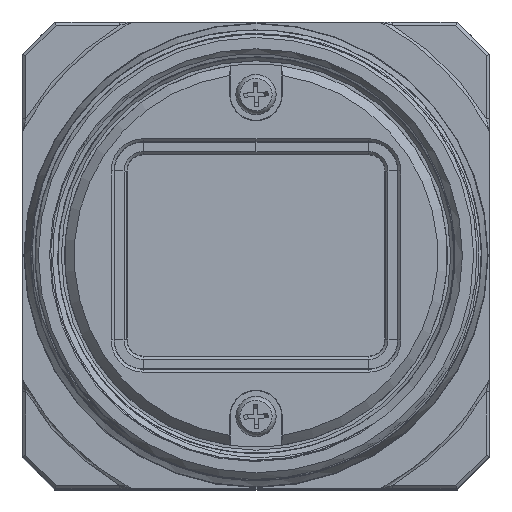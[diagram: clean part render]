
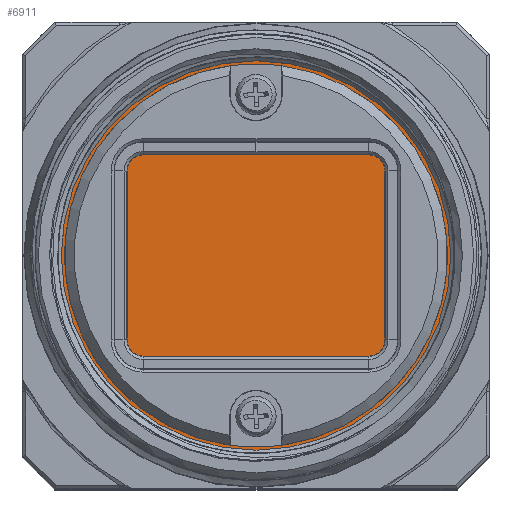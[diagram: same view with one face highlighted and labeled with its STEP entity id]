
A CAD part, top view. The second image highlights one B-rep face of the part: STEP entity #6911.
In plain terms, the highlighted planar face has unit normal (0, 0, 1).
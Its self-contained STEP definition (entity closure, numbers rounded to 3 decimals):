
#4996 = ORIENTED_EDGE ( 'NONE', *, *, #19979, .T. ) ;
#6768 = EDGE_LOOP ( 'NONE', ( #4996 ) ) ;
#6911 = ADVANCED_FACE ( 'NONE', ( #15630 ), #14280, .T. ) ;
#8289 = DIRECTION ( 'NONE',  ( 1., 0., 0. ) ) ;
#9238 = CIRCLE ( 'NONE', #11883, 12.1 ) ;
#9355 = CARTESIAN_POINT ( 'NONE',  ( 0., 0., 6. ) ) ;
#10366 = DIRECTION ( 'NONE',  ( 0., 0., 1. ) ) ;
#11347 = DIRECTION ( 'NONE',  ( 0., 0., 1. ) ) ;
#11883 = AXIS2_PLACEMENT_3D ( 'NONE', #9355, #11347, #17345 ) ;
#14280 = PLANE ( 'NONE',  #15705 ) ;
#15630 = FACE_OUTER_BOUND ( 'NONE', #6768, .T. ) ;
#15705 = AXIS2_PLACEMENT_3D ( 'NONE', #16552, #10366, #8289 ) ;
#16199 = VERTEX_POINT ( 'NONE', #23825 ) ;
#16552 = CARTESIAN_POINT ( 'NONE',  ( 0., 0., 6. ) ) ;
#17345 = DIRECTION ( 'NONE',  ( 1., 0., 0. ) ) ;
#19979 = EDGE_CURVE ( 'NONE', #16199, #16199, #9238, .T. ) ;
#23825 = CARTESIAN_POINT ( 'NONE',  ( 12.1, 0., 6. ) ) ;
